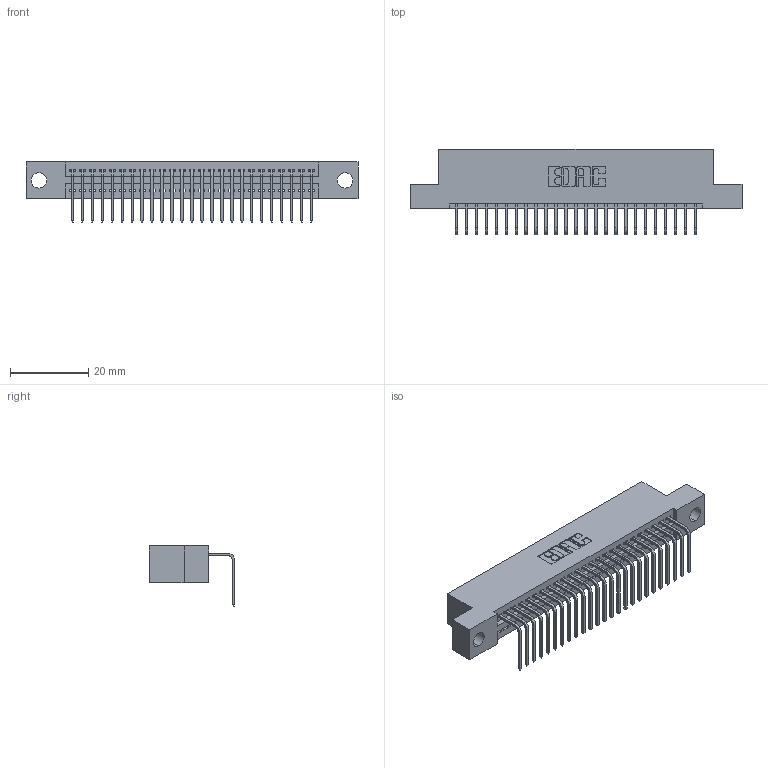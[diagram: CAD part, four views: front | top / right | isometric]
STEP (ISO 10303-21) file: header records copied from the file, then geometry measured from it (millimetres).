
FILE_DESCRIPTION (( 'STEP AP203' ), '1' );
FILE_NAME ('395-025-558-104.STEP', '2021-06-11T14:21:42', ( '' ), ( '' ), 'SwSTEP 2.0', 'SolidWorks 2020', '' );
FILE_SCHEMA (( 'CONFIG_CONTROL_DESIGN' ));
Length unit declared in the file: inch
Products named in the file (3): 395-025-558-104; 345-292-001_558 Tail - 2; 345 Part_Flush Mounting Lugs - 0.156 Dia-TI
Assembly tree (26 placements, depth 2):
  395-025-558-104
    345 Part_Flush Mounting Lugs - 0.156 Dia-TI
    345-292-001_558 Tail - 2  x25
Bounding box: 84.71 x 21.83 x 15.37 mm (x, y, z)
Volume: 7883.8 mm3; surface area: 10577.8 mm2
Topology: 26 solids, 26 shells, 1640 faces, 4927 edges, 3250 vertices
Faces by surface type: plane 1144, cylinder 496
Entity records: 21607 total; most frequent: CARTESIAN_POINT 3753, ORIENTED_EDGE 3710, DIRECTION 3301, EDGE_CURVE 1855, VECTOR 1623, LINE 1623, VERTEX_POINT 1234, AXIS2_PLACEMENT_3D 839
